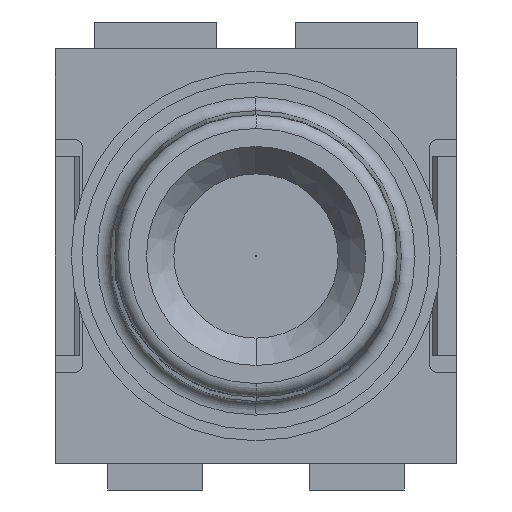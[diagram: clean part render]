
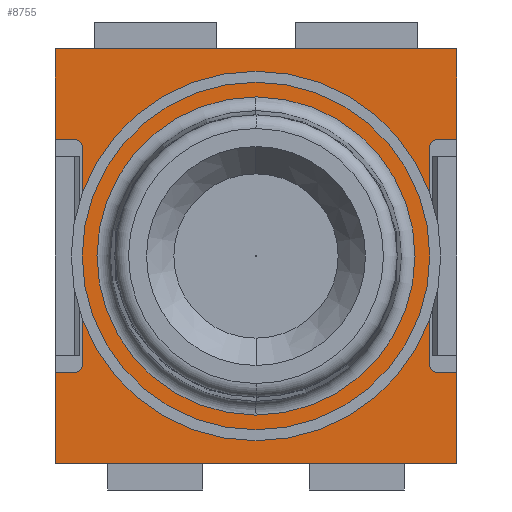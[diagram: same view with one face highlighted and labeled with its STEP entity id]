
A CAD part, front view. The second image highlights one B-rep face of the part: STEP entity #8755.
In plain terms, the highlighted planar face has unit normal (0, -1, 0).
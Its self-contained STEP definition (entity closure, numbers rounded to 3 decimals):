
#156=DIRECTION('',(0.,0.,-1.));
#157=VECTOR('',#156,6.65);
#158=CARTESIAN_POINT('',(-14.675,-35.2,15.15));
#159=LINE('',#158,#157);
#168=DIRECTION('',(0.,0.,-1.));
#169=VECTOR('',#168,6.65);
#170=CARTESIAN_POINT('',(-14.675,-35.2,-8.5));
#171=LINE('',#170,#169);
#188=DIRECTION('',(-1.,0.,0.));
#189=VECTOR('',#188,29.35);
#190=CARTESIAN_POINT('',(14.675,-35.2,15.15));
#191=LINE('',#190,#189);
#232=DIRECTION('',(0.,0.,1.));
#233=VECTOR('',#232,6.65);
#234=CARTESIAN_POINT('',(14.675,-35.2,8.5));
#235=LINE('',#234,#233);
#260=DIRECTION('',(0.,0.,1.));
#261=VECTOR('',#260,6.65);
#262=CARTESIAN_POINT('',(14.675,-35.2,-15.15));
#263=LINE('',#262,#261);
#268=DIRECTION('',(1.,0.,0.));
#269=VECTOR('',#268,1.475);
#270=CARTESIAN_POINT('',(13.2,-35.2,8.5));
#271=LINE('',#270,#269);
#1039=DIRECTION('',(-1.,0.,0.));
#1040=VECTOR('',#1039,1.475);
#1041=CARTESIAN_POINT('',(14.675,-35.2,-8.5));
#1042=LINE('',#1041,#1040);
#1047=CARTESIAN_POINT('',(13.2,-35.2,8.));
#1048=DIRECTION('',(0.,-1.,0.));
#1049=DIRECTION('',(0.,0.,1.));
#1050=AXIS2_PLACEMENT_3D('',#1047,#1048,#1049);
#1052=CARTESIAN_POINT('',(13.2,-35.2,-8.));
#1053=DIRECTION('',(0.,-1.,0.));
#1054=DIRECTION('',(-1.,0.,0.));
#1055=AXIS2_PLACEMENT_3D('',#1052,#1053,#1054);
#1057=CARTESIAN_POINT('',(-13.2,-35.2,-8.));
#1058=DIRECTION('',(0.,-1.,0.));
#1059=DIRECTION('',(0.,0.,-1.));
#1060=AXIS2_PLACEMENT_3D('',#1057,#1058,#1059);
#1062=CARTESIAN_POINT('',(-13.2,-35.2,8.));
#1063=DIRECTION('',(0.,-1.,0.));
#1064=DIRECTION('',(1.,0.,0.));
#1065=AXIS2_PLACEMENT_3D('',#1062,#1063,#1064);
#1067=CARTESIAN_POINT('',(0.,-35.2,0.));
#1068=DIRECTION('',(0.,-1.,0.));
#1069=DIRECTION('',(0.,0.,1.));
#1070=AXIS2_PLACEMENT_3D('',#1067,#1068,#1069);
#1072=CARTESIAN_POINT('',(0.,-35.2,0.));
#1073=DIRECTION('',(0.,-1.,0.));
#1074=DIRECTION('',(0.,0.,-1.));
#1075=AXIS2_PLACEMENT_3D('',#1072,#1073,#1074);
#1085=DIRECTION('',(0.,0.,1.));
#1086=VECTOR('',#1085,16.);
#1087=CARTESIAN_POINT('',(12.7,-35.2,-8.));
#1088=LINE('',#1087,#1086);
#1149=DIRECTION('',(1.,0.,0.));
#1150=VECTOR('',#1149,29.35);
#1151=CARTESIAN_POINT('',(-14.675,-35.2,-15.15));
#1152=LINE('',#1151,#1150);
#1305=DIRECTION('',(-1.,0.,0.));
#1306=VECTOR('',#1305,1.475);
#1307=CARTESIAN_POINT('',(-13.2,-35.2,-8.5));
#1308=LINE('',#1307,#1306);
#1343=DIRECTION('',(1.,0.,0.));
#1344=VECTOR('',#1343,1.475);
#1345=CARTESIAN_POINT('',(-14.675,-35.2,8.5));
#1346=LINE('',#1345,#1344);
#1379=DIRECTION('',(0.,0.,-1.));
#1380=VECTOR('',#1379,16.);
#1381=CARTESIAN_POINT('',(-12.7,-35.2,8.));
#1382=LINE('',#1381,#1380);
#3251=CARTESIAN_POINT('',(0.,-35.2,0.));
#3252=DIRECTION('',(0.,1.,0.));
#3253=DIRECTION('',(0.,0.,-1.));
#3254=AXIS2_PLACEMENT_3D('',#3251,#3252,#3253);
#3266=CARTESIAN_POINT('',(0.,-35.2,0.));
#3267=DIRECTION('',(0.,1.,0.));
#3268=DIRECTION('',(0.,0.,1.));
#3269=AXIS2_PLACEMENT_3D('',#3266,#3267,#3268);
#6155=CARTESIAN_POINT('',(-14.675,-35.2,15.15));
#6156=VERTEX_POINT('',#6155);
#6157=CARTESIAN_POINT('',(-14.675,-35.2,8.5));
#6158=VERTEX_POINT('',#6157);
#6171=CARTESIAN_POINT('',(-14.675,-35.2,-8.5));
#6172=VERTEX_POINT('',#6171);
#6173=CARTESIAN_POINT('',(-14.675,-35.2,-15.15));
#6174=VERTEX_POINT('',#6173);
#6179=CARTESIAN_POINT('',(14.675,-35.2,15.15));
#6180=VERTEX_POINT('',#6179);
#6206=CARTESIAN_POINT('',(14.675,-35.2,8.5));
#6208=VERTEX_POINT('',#6206);
#6213=CARTESIAN_POINT('',(14.675,-35.2,-15.15));
#6214=VERTEX_POINT('',#6213);
#6215=CARTESIAN_POINT('',(14.675,-35.2,-8.5));
#6216=VERTEX_POINT('',#6215);
#6231=CARTESIAN_POINT('',(13.2,-35.2,8.5));
#6232=VERTEX_POINT('',#6231);
#6406=CARTESIAN_POINT('',(13.2,-35.2,-8.5));
#6407=VERTEX_POINT('',#6406);
#6408=CARTESIAN_POINT('',(12.7,-35.2,8.));
#6409=VERTEX_POINT('',#6408);
#6410=CARTESIAN_POINT('',(12.7,-35.2,-8.));
#6411=VERTEX_POINT('',#6410);
#6412=CARTESIAN_POINT('',(-13.2,-35.2,-8.5));
#6413=VERTEX_POINT('',#6412);
#6414=CARTESIAN_POINT('',(-12.7,-35.2,-8.));
#6415=VERTEX_POINT('',#6414);
#6416=CARTESIAN_POINT('',(-12.7,-35.2,8.));
#6417=VERTEX_POINT('',#6416);
#6418=CARTESIAN_POINT('',(-13.2,-35.2,8.5));
#6419=VERTEX_POINT('',#6418);
#6420=CARTESIAN_POINT('',(-0.003,-35.2,11.62));
#6421=CARTESIAN_POINT('',(-0.087,-35.2,-11.619));
#6422=VERTEX_POINT('',#6420);
#6423=VERTEX_POINT('',#6421);
#6424=CARTESIAN_POINT('',(0.003,-35.2,-11.62));
#6425=VERTEX_POINT('',#6424);
#6426=CARTESIAN_POINT('',(0.087,-35.2,11.619));
#6427=VERTEX_POINT('',#6426);
#8713=CARTESIAN_POINT('',(0.,-35.2,0.));
#8714=DIRECTION('',(0.,1.,0.));
#8715=DIRECTION('',(1.,0.,0.));
#8716=AXIS2_PLACEMENT_3D('',#8713,#8714,#8715);
#8717=PLANE('',#8716);
#8718=ORIENTED_EDGE('',*,*,#7852,.F.);
#8720=ORIENTED_EDGE('',*,*,#8719,.T.);
#8722=ORIENTED_EDGE('',*,*,#8721,.F.);
#8724=ORIENTED_EDGE('',*,*,#8723,.T.);
#8725=ORIENTED_EDGE('',*,*,#8701,.F.);
#8726=ORIENTED_EDGE('',*,*,#7826,.F.);
#8728=ORIENTED_EDGE('',*,*,#8727,.F.);
#8729=ORIENTED_EDGE('',*,*,#7749,.F.);
#8731=ORIENTED_EDGE('',*,*,#8730,.F.);
#8733=ORIENTED_EDGE('',*,*,#8732,.T.);
#8735=ORIENTED_EDGE('',*,*,#8734,.F.);
#8737=ORIENTED_EDGE('',*,*,#8736,.T.);
#8739=ORIENTED_EDGE('',*,*,#8738,.F.);
#8740=ORIENTED_EDGE('',*,*,#7733,.F.);
#8741=ORIENTED_EDGE('',*,*,#7771,.F.);
#8742=ORIENTED_EDGE('',*,*,#7813,.F.);
#8743=EDGE_LOOP('',(#8718,#8720,#8722,#8724,#8725,#8726,#8728,#8729,#8731,#8733,
#8735,#8737,#8739,#8740,#8741,#8742));
#8744=FACE_OUTER_BOUND('',#8743,.F.);
#8746=ORIENTED_EDGE('',*,*,#8745,.T.);
#8748=ORIENTED_EDGE('',*,*,#8747,.F.);
#8750=ORIENTED_EDGE('',*,*,#8749,.T.);
#8752=ORIENTED_EDGE('',*,*,#8751,.F.);
#8753=EDGE_LOOP('',(#8746,#8748,#8750,#8752));
#8754=FACE_BOUND('',#8753,.F.);
#8755=ADVANCED_FACE('',(#8744,#8754),#8717,.F.);
#1051=CIRCLE('',#1050,0.5);
#1056=CIRCLE('',#1055,0.5);
#1061=CIRCLE('',#1060,0.5);
#1066=CIRCLE('',#1065,0.5);
#1071=CIRCLE('',#1070,11.62);
#1076=CIRCLE('',#1075,11.62);
#3255=CIRCLE('',#3254,11.62);
#3270=CIRCLE('',#3269,11.62);
#7733=EDGE_CURVE('',#6156,#6158,#159,.T.);
#7749=EDGE_CURVE('',#6172,#6174,#171,.T.);
#7771=EDGE_CURVE('',#6180,#6156,#191,.T.);
#7813=EDGE_CURVE('',#6208,#6180,#235,.T.);
#7826=EDGE_CURVE('',#6214,#6216,#263,.T.);
#7852=EDGE_CURVE('',#6232,#6208,#271,.T.);
#8701=EDGE_CURVE('',#6216,#6407,#1042,.T.);
#8719=EDGE_CURVE('',#6232,#6409,#1051,.T.);
#8721=EDGE_CURVE('',#6411,#6409,#1088,.T.);
#8723=EDGE_CURVE('',#6411,#6407,#1056,.T.);
#8727=EDGE_CURVE('',#6174,#6214,#1152,.T.);
#8730=EDGE_CURVE('',#6413,#6172,#1308,.T.);
#8732=EDGE_CURVE('',#6413,#6415,#1061,.T.);
#8734=EDGE_CURVE('',#6417,#6415,#1382,.T.);
#8736=EDGE_CURVE('',#6417,#6419,#1066,.T.);
#8738=EDGE_CURVE('',#6158,#6419,#1346,.T.);
#8745=EDGE_CURVE('',#6422,#6423,#1071,.T.);
#8747=EDGE_CURVE('',#6425,#6423,#3255,.T.);
#8749=EDGE_CURVE('',#6425,#6427,#1076,.T.);
#8751=EDGE_CURVE('',#6422,#6427,#3270,.T.);
